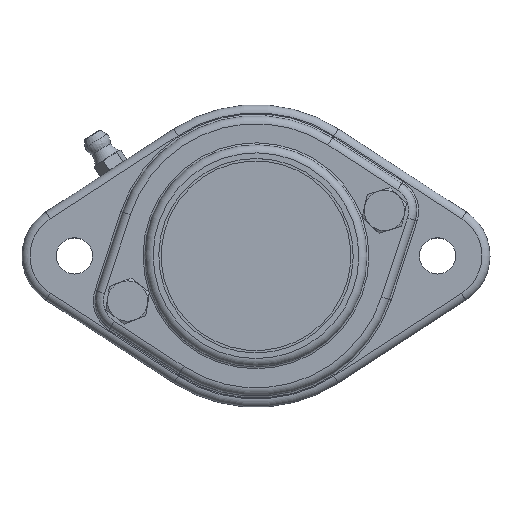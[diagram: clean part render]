
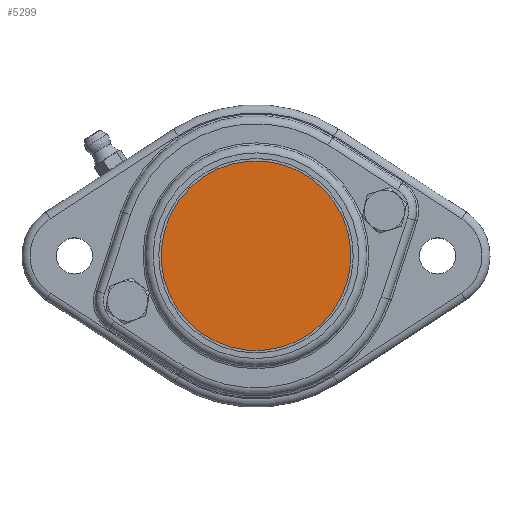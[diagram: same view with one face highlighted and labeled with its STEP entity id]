
A CAD part, top view. The second image highlights one B-rep face of the part: STEP entity #5299.
In plain terms, the highlighted planar face has unit normal (0, 0, 1).
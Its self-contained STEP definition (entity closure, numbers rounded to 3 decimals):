
#983=PLANE($,#5766);
#1446=FACE_OUTER_BOUND($,#1837,.T.);
#1837=EDGE_LOOP($,(#4073));
#2275=CIRCLE($,#5764,23.5);
#2662=VERTEX_POINT($,#8618);
#3185=EDGE_CURVE($,#2662,#2662,#2275,.T.);
#4073=ORIENTED_EDGE($,*,*,#3185,.F.);
#5299=ADVANCED_FACE($,(#1446),#983,.T.);
#5764=AXIS2_PLACEMENT_3D($,#8619,#6707,#6708);
#5766=AXIS2_PLACEMENT_3D($,#8622,#6711,#6712);
#6707=DIRECTION('center_axis',(0.,0.,
-1.));
#6708=DIRECTION('ref_axis',(-0.433,-0.902,0.));
#6711=DIRECTION('center_axis',(0.,0.,
1.));
#6712=DIRECTION('ref_axis',(-0.433,-0.902,0.));
#8618=CARTESIAN_POINT('',(10.165,21.188,28.2));
#8619=CARTESIAN_POINT('Origin',(0.,0.,
28.2));
#8622=CARTESIAN_POINT('Origin',(0.,0.,
28.2));
